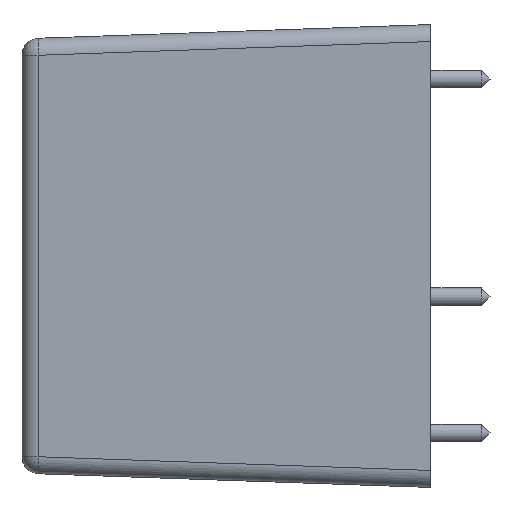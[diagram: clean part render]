
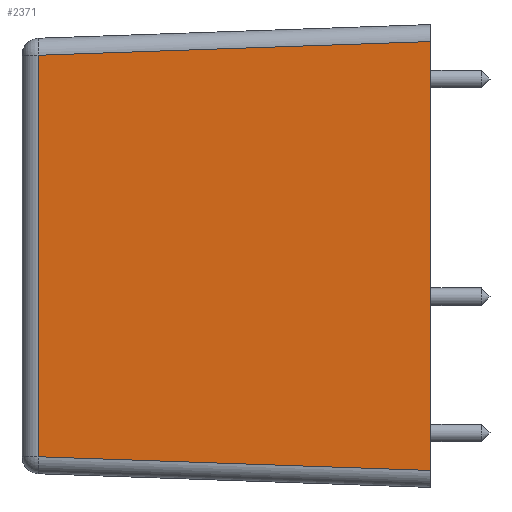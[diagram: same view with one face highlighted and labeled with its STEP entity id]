
A CAD part, left-side view. The second image highlights one B-rep face of the part: STEP entity #2371.
In plain terms, the highlighted planar face has unit normal (-0.999, 0.035, 0).
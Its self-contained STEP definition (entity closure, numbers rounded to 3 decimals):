
#49 = CARTESIAN_POINT ( 'NONE',  ( -26.2, 0., 12.601 ) ) ;
#62 = EDGE_LOOP ( 'NONE', ( #2066, #842, #437, #1162 ) ) ;
#339 = DIRECTION ( 'NONE',  ( -0.035, -0.999, -0.035 ) ) ;
#399 = LINE ( 'NONE', #1438, #814 ) ;
#437 = ORIENTED_EDGE ( 'NONE', *, *, #2567, .T. ) ;
#526 = DIRECTION ( 'NONE',  ( -0.999, 0.035, 0. ) ) ;
#537 = CARTESIAN_POINT ( 'NONE',  ( -26.168, 0.913, -12.569 ) ) ;
#587 = VERTEX_POINT ( 'NONE', #1143 ) ;
#659 = VECTOR ( 'NONE', #2235, 1000. ) ;
#741 = CARTESIAN_POINT ( 'NONE',  ( -26.2, 0., 13.6 ) ) ;
#783 = VERTEX_POINT ( 'NONE', #49 ) ;
#806 = CARTESIAN_POINT ( 'NONE',  ( -25.396, 23.035, -12.762 ) ) ;
#814 = VECTOR ( 'NONE', #1905, 1000. ) ;
#842 = ORIENTED_EDGE ( 'NONE', *, *, #2445, .T. ) ;
#849 = VERTEX_POINT ( 'NONE', #2544 ) ;
#994 = FACE_OUTER_BOUND ( 'NONE', #62, .T. ) ;
#1143 = CARTESIAN_POINT ( 'NONE',  ( -25.396, 23.035, 11.796 ) ) ;
#1162 = ORIENTED_EDGE ( 'NONE', *, *, #2153, .T. ) ;
#1267 = VECTOR ( 'NONE', #1864, 1000. ) ;
#1351 = LINE ( 'NONE', #537, #2542 ) ;
#1438 = CARTESIAN_POINT ( 'NONE',  ( -26.201, -0.035, 12.602 ) ) ;
#1592 = CARTESIAN_POINT ( 'NONE',  ( -26.2, 0., -12.601 ) ) ;
#1661 = AXIS2_PLACEMENT_3D ( 'NONE', #2621, #526, #2658 ) ;
#1736 = VERTEX_POINT ( 'NONE', #1592 ) ;
#1837 = LINE ( 'NONE', #806, #1267 ) ;
#1864 = DIRECTION ( 'NONE',  ( 0., 0., -1. ) ) ;
#1905 = DIRECTION ( 'NONE',  ( 0.035, 0.999, -0.035 ) ) ;
#2042 = EDGE_CURVE ( 'NONE', #587, #849, #1837, .T. ) ;
#2066 = ORIENTED_EDGE ( 'NONE', *, *, #2042, .T. ) ;
#2153 = EDGE_CURVE ( 'NONE', #783, #587, #399, .T. ) ;
#2235 = DIRECTION ( 'NONE',  ( 0., 0., 1. ) ) ;
#2371 = ADVANCED_FACE ( 'NONE', ( #994 ), #2443, .T. ) ;
#2414 = LINE ( 'NONE', #741, #659 ) ;
#2443 = PLANE ( 'NONE',  #1661 ) ;
#2445 = EDGE_CURVE ( 'NONE', #849, #1736, #1351, .T. ) ;
#2542 = VECTOR ( 'NONE', #339, 1000. ) ;
#2544 = CARTESIAN_POINT ( 'NONE',  ( -25.396, 23.035, -11.796 ) ) ;
#2567 = EDGE_CURVE ( 'NONE', #1736, #783, #2414, .T. ) ;
#2621 = CARTESIAN_POINT ( 'NONE',  ( -26.2, 0., 13.6 ) ) ;
#2658 = DIRECTION ( 'NONE',  ( -0.035, -0.999, 0. ) ) ;
